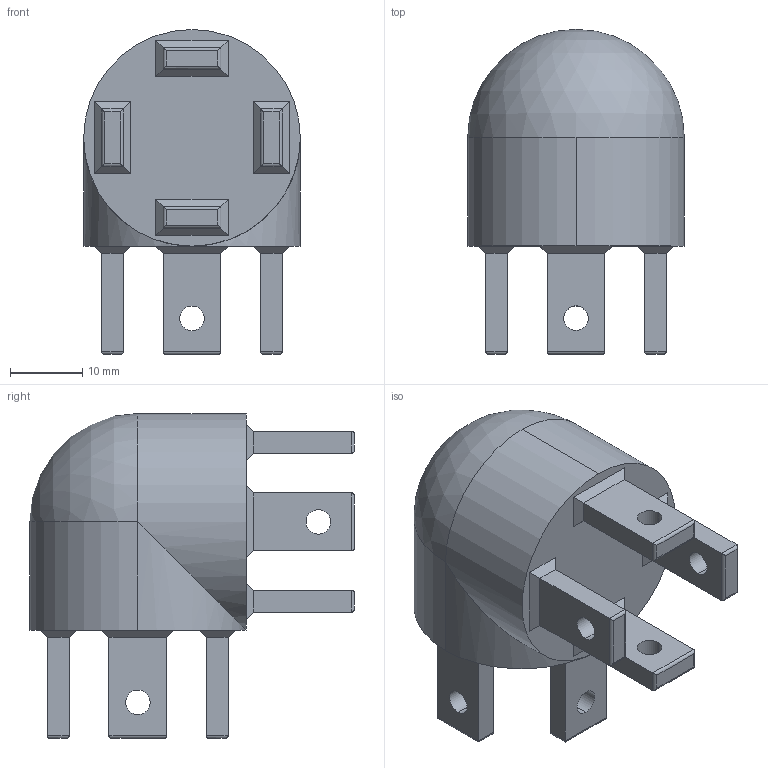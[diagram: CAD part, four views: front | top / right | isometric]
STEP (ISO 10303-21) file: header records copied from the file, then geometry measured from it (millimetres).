
FILE_DESCRIPTION (( 'STEP AP214' ), '1' );
FILE_NAME ('Corner Adapter.STEP', '2024-11-29T05:06:02', ( '' ), ( '' ), 'SwSTEP 2.0', 'SolidWorks 2024', '' );
FILE_SCHEMA (( 'AUTOMOTIVE_DESIGN' ));
Length unit declared in the file: millimetre
Products named in the file (1): Corner Adapter
Bounding box: 30 x 45 x 45 mm (x, y, z)
Volume: 22995 mm3; surface area: 6678.3 mm2
Topology: 1 solids, 1 shells, 128 faces, 287 edges, 168 vertices
Faces by surface type: plane 74, cylinder 53, sphere 1
Entity records: 3472 total; most frequent: CARTESIAN_POINT 683, ORIENTED_EDGE 570, DIRECTION 549, EDGE_CURVE 285, LINE 211, VECTOR 211, AXIS2_PLACEMENT_3D 169, VERTEX_POINT 167
